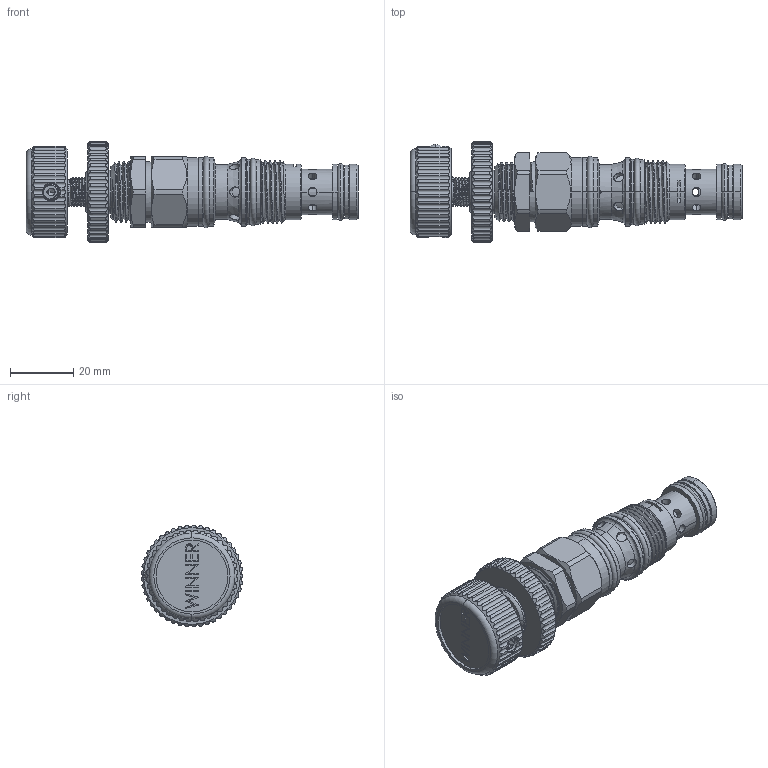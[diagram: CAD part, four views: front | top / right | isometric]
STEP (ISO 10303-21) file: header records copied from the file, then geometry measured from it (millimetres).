
FILE_DESCRIPTION (( 'STEP AP203' ), '1' );
FILE_NAME ('PP11A30(33)(35)-KF.STEP', '2020-03-23T03:33:04', ( '' ), ( '' ), 'SwSTEP 2.0', 'SolidWorks 2018', '' );
FILE_SCHEMA (( 'CONFIG_CONTROL_DESIGN' ));
Products named in the file (1): PP11A30(33)(35)-KF
Bounding box: 105.03 x 32.18 x 32.2 mm (x, y, z)
Volume: 34637.4 mm3; surface area: 18228.5 mm2
Topology: 9 solids, 13 shells, 1005 faces, 2775 edges, 1770 vertices
Faces by surface type: cylinder 495, plane 237, cone 115, torus 86, bspline 70, sphere 2
Entity records: 69437 total; most frequent: CARTESIAN_POINT 45699, ORIENTED_EDGE 5490, DIRECTION 4325, EDGE_CURVE 2745, VERTEX_POINT 1767, AXIS2_PLACEMENT_3D 1683, EDGE_LOOP 1082, ADVANCED_FACE 1005
